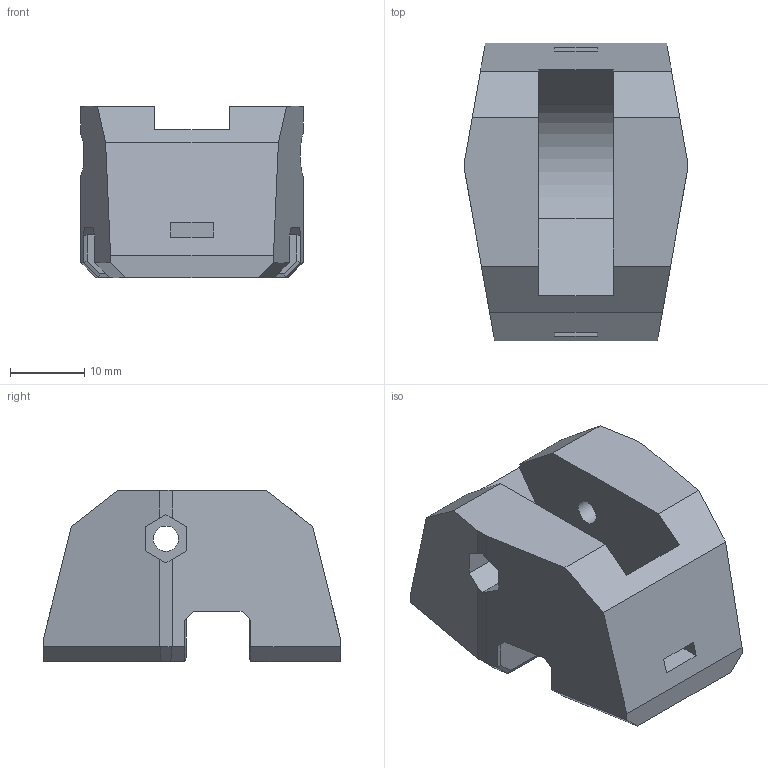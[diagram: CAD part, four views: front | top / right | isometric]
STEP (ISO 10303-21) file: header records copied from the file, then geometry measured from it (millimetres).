
FILE_DESCRIPTION(/* description */ (''),/* implementation_level */ '2;1');
FILE_NAME(/* name */ 'MINI-y-idler.stp',/* time_stamp */ '2019',/* author */ ('Robert Turinsky'),/* organization */ (''),/* preprocessor_version */ 'ST-DEVELOPER v17.2',/* originating_system */ 'Autodesk Inventor 2019',/* authorisation */ '');
FILE_SCHEMA (('AUTOMOTIVE_DESIGN { 1 0 10303 214 3 1 1 }'));
Length unit declared in the file: millimetre
Products named in the file (1): y-idler-alternate
Bounding box: 29.9 x 40 x 23 mm (x, y, z)
Volume: 15548.4 mm3; surface area: 6110.1 mm2
Topology: 1 solids, 1 shells, 129 faces, 352 edges, 230 vertices
Faces by surface type: plane 112, bspline 9, cylinder 8
Full cylindrical faces by diameter (mm): 3.4 x6, 6 x1
Entity records: 4138 total; most frequent: CARTESIAN_POINT 856, ORIENTED_EDGE 704, DIRECTION 602, EDGE_CURVE 352, LINE 308, VECTOR 308, VERTEX_POINT 230, AXIS2_PLACEMENT_3D 147
